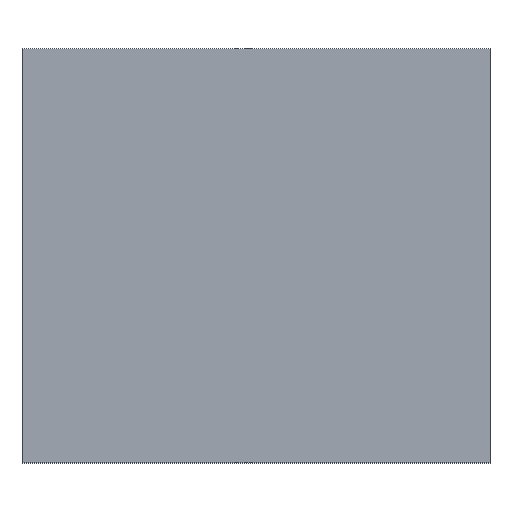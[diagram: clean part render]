
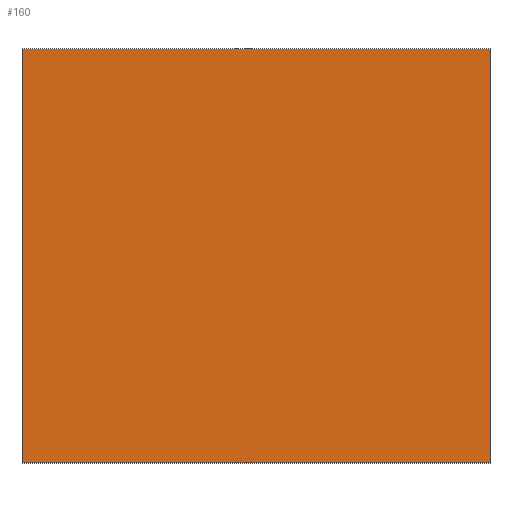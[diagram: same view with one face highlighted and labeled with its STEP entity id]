
A CAD part, top view. The second image highlights one B-rep face of the part: STEP entity #160.
In plain terms, the highlighted planar face has unit normal (0, 0, 1).
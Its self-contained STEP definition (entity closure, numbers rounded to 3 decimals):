
#160 = ADVANCED_FACE( '', ( #270 ), #271, .F. );
#270 = FACE_OUTER_BOUND( '', #351, .T. );
#271 = PLANE( '', #352 );
#351 = EDGE_LOOP( '', ( #483, #484, #485, #486 ) );
#352 = AXIS2_PLACEMENT_3D( '', #487, #488, #489 );
#483 = ORIENTED_EDGE( '', *, *, #557, .T. );
#484 = ORIENTED_EDGE( '', *, *, #538, .F. );
#485 = ORIENTED_EDGE( '', *, *, #551, .F. );
#486 = ORIENTED_EDGE( '', *, *, #558, .T. );
#487 = CARTESIAN_POINT( '', ( 3.05, -2.7, 1.55 ) );
#488 = DIRECTION( '', ( 0., 0., -1. ) );
#489 = DIRECTION( '', ( -1., 0., 0. ) );
#538 = EDGE_CURVE( '', #610, #605, #612, .T. );
#551 = EDGE_CURVE( '', #625, #610, #627, .T. );
#557 = EDGE_CURVE( '', #634, #605, #635, .T. );
#558 = EDGE_CURVE( '', #625, #634, #636, .T. );
#605 = VERTEX_POINT( '', #703 );
#610 = VERTEX_POINT( '', #710 );
#612 = LINE( '', #713, #714 );
#625 = VERTEX_POINT( '', #732 );
#627 = LINE( '', #735, #736 );
#634 = VERTEX_POINT( '', #745 );
#635 = LINE( '', #746, #747 );
#636 = LINE( '', #748, #749 );
#703 = CARTESIAN_POINT( '', ( -3.05, 2.7, 1.55 ) );
#710 = CARTESIAN_POINT( '', ( -3.05, -2.7, 1.55 ) );
#713 = CARTESIAN_POINT( '', ( -3.05, -2.7, 1.55 ) );
#714 = VECTOR( '', #777, 1000. );
#732 = CARTESIAN_POINT( '', ( 3.05, -2.7, 1.55 ) );
#735 = CARTESIAN_POINT( '', ( 3.05, -2.7, 1.55 ) );
#736 = VECTOR( '', #784, 1000. );
#745 = CARTESIAN_POINT( '', ( 3.05, 2.7, 1.55 ) );
#746 = CARTESIAN_POINT( '', ( 3.05, 2.7, 1.55 ) );
#747 = VECTOR( '', #787, 1000. );
#748 = CARTESIAN_POINT( '', ( 3.05, -2.7, 1.55 ) );
#749 = VECTOR( '', #788, 1000. );
#777 = DIRECTION( '', ( 0., 1., 0. ) );
#784 = DIRECTION( '', ( -1., 0., 0. ) );
#787 = DIRECTION( '', ( -1., 0., 0. ) );
#788 = DIRECTION( '', ( 0., 1., 0. ) );
